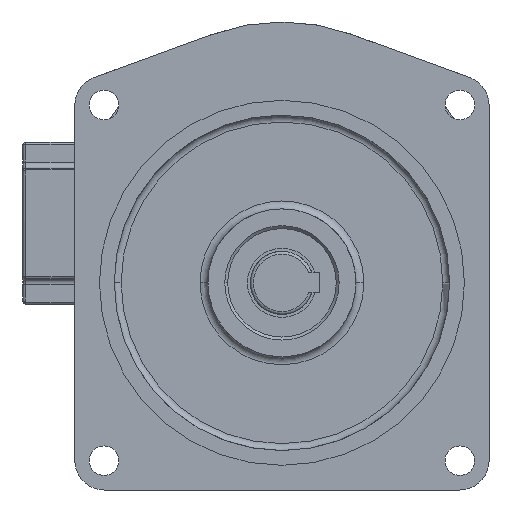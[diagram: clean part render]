
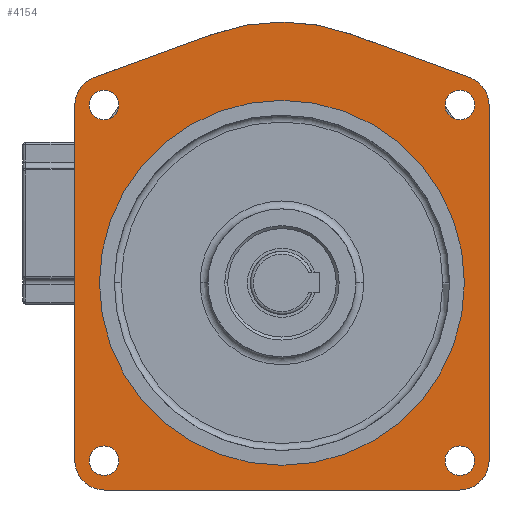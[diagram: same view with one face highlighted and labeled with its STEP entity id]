
A CAD part, front view. The second image highlights one B-rep face of the part: STEP entity #4154.
In plain terms, the highlighted planar face has unit normal (0, -1, 0).
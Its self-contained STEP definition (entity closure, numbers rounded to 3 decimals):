
#5=CARTESIAN_POINT('',(-90.003,-10.,59.805));
#6=DIRECTION('',(0.,1.,0.));
#7=DIRECTION('',(-1.,0.,0.));
#8=AXIS2_PLACEMENT_3D('',#5,#6,#7);
#10=DIRECTION('',(0.94,0.,0.342));
#11=VECTOR('',#10,64.095);
#12=CARTESIAN_POINT('',(-95.138,-10.,73.899));
#13=LINE('',#12,#11);
#14=CARTESIAN_POINT('',(0.,-10.,0.));
#15=DIRECTION('',(0.,1.,0.));
#16=DIRECTION('',(-0.342,0.,0.94));
#17=AXIS2_PLACEMENT_3D('',#14,#15,#16);
#19=DIRECTION('',(0.94,0.,-0.342));
#20=VECTOR('',#19,64.095);
#21=CARTESIAN_POINT('',(34.914,-10.,95.838));
#22=LINE('',#21,#20);
#23=CARTESIAN_POINT('',(90.003,-10.,59.805));
#24=DIRECTION('',(0.,1.,0.));
#25=DIRECTION('',(0.342,0.,0.94));
#26=AXIS2_PLACEMENT_3D('',#23,#24,#25);
#28=CARTESIAN_POINT('',(90.003,-10.,-120.2));
#29=DIRECTION('',(0.,1.,0.));
#30=DIRECTION('',(1.,0.,0.));
#31=AXIS2_PLACEMENT_3D('',#28,#29,#30);
#33=CARTESIAN_POINT('',(-90.003,-10.,-120.2));
#34=DIRECTION('',(0.,1.,0.));
#35=DIRECTION('',(0.,0.,-1.));
#36=AXIS2_PLACEMENT_3D('',#33,#34,#35);
#38=CARTESIAN_POINT('',(0.,-10.,-30.2));
#39=DIRECTION('',(0.,-1.,0.));
#40=DIRECTION('',(-1.,0.,0.));
#41=AXIS2_PLACEMENT_3D('',#38,#39,#40);
#43=CARTESIAN_POINT('',(0.,-10.,-30.2));
#44=DIRECTION('',(0.,-1.,0.));
#45=DIRECTION('',(1.,0.,0.));
#46=AXIS2_PLACEMENT_3D('',#43,#44,#45);
#48=CARTESIAN_POINT('',(-90.156,-10.,-120.356));
#49=DIRECTION('',(0.,-1.,0.));
#50=DIRECTION('',(-1.,0.,0.));
#51=AXIS2_PLACEMENT_3D('',#48,#49,#50);
#53=CARTESIAN_POINT('',(-90.156,-10.,-120.356));
#54=DIRECTION('',(0.,-1.,0.));
#55=DIRECTION('',(1.,0.,0.));
#56=AXIS2_PLACEMENT_3D('',#53,#54,#55);
#58=CARTESIAN_POINT('',(90.156,-10.,-120.356));
#59=DIRECTION('',(0.,-1.,0.));
#60=DIRECTION('',(-1.,0.,0.));
#61=AXIS2_PLACEMENT_3D('',#58,#59,#60);
#63=CARTESIAN_POINT('',(90.156,-10.,-120.356));
#64=DIRECTION('',(0.,-1.,0.));
#65=DIRECTION('',(1.,0.,0.));
#66=AXIS2_PLACEMENT_3D('',#63,#64,#65);
#68=CARTESIAN_POINT('',(90.156,-10.,59.956));
#69=DIRECTION('',(0.,-1.,0.));
#70=DIRECTION('',(-1.,0.,0.));
#71=AXIS2_PLACEMENT_3D('',#68,#69,#70);
#73=CARTESIAN_POINT('',(90.156,-10.,59.956));
#74=DIRECTION('',(0.,-1.,0.));
#75=DIRECTION('',(1.,0.,0.));
#76=AXIS2_PLACEMENT_3D('',#73,#74,#75);
#78=CARTESIAN_POINT('',(-90.156,-10.,59.956));
#79=DIRECTION('',(0.,-1.,0.));
#80=DIRECTION('',(-1.,0.,0.));
#81=AXIS2_PLACEMENT_3D('',#78,#79,#80);
#83=CARTESIAN_POINT('',(-90.156,-10.,59.956));
#84=DIRECTION('',(0.,-1.,0.));
#85=DIRECTION('',(1.,0.,0.));
#86=AXIS2_PLACEMENT_3D('',#83,#84,#85);
#92=DIRECTION('',(0.,0.,-1.));
#93=VECTOR('',#92,180.005);
#94=CARTESIAN_POINT('',(-105.003,-10.,59.805));
#95=LINE('',#94,#93);
#995=DIRECTION('',(1.,0.,0.));
#996=VECTOR('',#995,180.006);
#997=CARTESIAN_POINT('',(-90.003,-10.,-135.2));
#998=LINE('',#997,#996);
#1436=DIRECTION('',(0.,0.,1.));
#1437=VECTOR('',#1436,180.005);
#1438=CARTESIAN_POINT('',(105.003,-10.,-120.2));
#1439=LINE('',#1438,#1437);
#3474=CARTESIAN_POINT('',(34.914,-10.,95.838));
#3475=VERTEX_POINT('',#3474);
#3476=CARTESIAN_POINT('',(-34.914,-10.,95.838));
#3477=VERTEX_POINT('',#3476);
#3602=CARTESIAN_POINT('',(-90.003,-10.,-135.2));
#3603=VERTEX_POINT('',#3602);
#3604=CARTESIAN_POINT('',(90.003,-10.,-135.2));
#3605=VERTEX_POINT('',#3604);
#3751=CARTESIAN_POINT('',(-95.138,-10.,73.899));
#3752=VERTEX_POINT('',#3751);
#3755=CARTESIAN_POINT('',(-105.003,-10.,59.805));
#3756=CARTESIAN_POINT('',(-105.003,-10.,-120.2));
#3757=VERTEX_POINT('',#3755);
#3758=VERTEX_POINT('',#3756);
#3759=CARTESIAN_POINT('',(95.138,-10.,73.899));
#3760=VERTEX_POINT('',#3759);
#3761=CARTESIAN_POINT('',(105.003,-10.,59.805));
#3762=VERTEX_POINT('',#3761);
#3763=CARTESIAN_POINT('',(105.003,-10.,-120.2));
#3764=VERTEX_POINT('',#3763);
#3765=CARTESIAN_POINT('',(-92.5,-10.,-30.2));
#3766=CARTESIAN_POINT('',(92.5,-10.,-30.2));
#3767=VERTEX_POINT('',#3765);
#3768=VERTEX_POINT('',#3766);
#3769=CARTESIAN_POINT('',(-97.656,-10.,-120.356));
#3770=CARTESIAN_POINT('',(-82.656,-10.,-120.356));
#3771=VERTEX_POINT('',#3769);
#3772=VERTEX_POINT('',#3770);
#3773=CARTESIAN_POINT('',(82.656,-10.,-120.356));
#3774=CARTESIAN_POINT('',(97.656,-10.,-120.356));
#3775=VERTEX_POINT('',#3773);
#3776=VERTEX_POINT('',#3774);
#3777=CARTESIAN_POINT('',(82.656,-10.,59.956));
#3778=CARTESIAN_POINT('',(97.656,-10.,59.956));
#3779=VERTEX_POINT('',#3777);
#3780=VERTEX_POINT('',#3778);
#3781=CARTESIAN_POINT('',(-97.656,-10.,59.956));
#3782=CARTESIAN_POINT('',(-82.656,-10.,59.956));
#3783=VERTEX_POINT('',#3781);
#3784=VERTEX_POINT('',#3782);
#4098=CARTESIAN_POINT('',(0.,-10.,0.));
#4099=DIRECTION('',(0.,-1.,0.));
#4100=DIRECTION('',(-1.,0.,0.));
#4101=AXIS2_PLACEMENT_3D('',#4098,#4099,#4100);
#4102=PLANE('',#4101);
#4104=ORIENTED_EDGE('',*,*,#4103,.F.);
#4106=ORIENTED_EDGE('',*,*,#4105,.T.);
#4108=ORIENTED_EDGE('',*,*,#4107,.T.);
#4110=ORIENTED_EDGE('',*,*,#4109,.T.);
#4112=ORIENTED_EDGE('',*,*,#4111,.T.);
#4114=ORIENTED_EDGE('',*,*,#4113,.T.);
#4116=ORIENTED_EDGE('',*,*,#4115,.F.);
#4118=ORIENTED_EDGE('',*,*,#4117,.T.);
#4120=ORIENTED_EDGE('',*,*,#4119,.F.);
#4122=ORIENTED_EDGE('',*,*,#4121,.T.);
#4123=EDGE_LOOP('',(#4104,#4106,#4108,#4110,#4112,#4114,#4116,#4118,#4120,
#4122));
#4124=FACE_OUTER_BOUND('',#4123,.F.);
#4126=ORIENTED_EDGE('',*,*,#4125,.T.);
#4128=ORIENTED_EDGE('',*,*,#4127,.T.);
#4129=EDGE_LOOP('',(#4126,#4128));
#4130=FACE_BOUND('',#4129,.F.);
#4132=ORIENTED_EDGE('',*,*,#4131,.T.);
#4134=ORIENTED_EDGE('',*,*,#4133,.T.);
#4135=EDGE_LOOP('',(#4132,#4134));
#4136=FACE_BOUND('',#4135,.F.);
#4138=ORIENTED_EDGE('',*,*,#4137,.T.);
#4140=ORIENTED_EDGE('',*,*,#4139,.T.);
#4141=EDGE_LOOP('',(#4138,#4140));
#4142=FACE_BOUND('',#4141,.F.);
#4144=ORIENTED_EDGE('',*,*,#4143,.T.);
#4145=ORIENTED_EDGE('',*,*,#4087,.T.);
#4146=EDGE_LOOP('',(#4144,#4145));
#4147=FACE_BOUND('',#4146,.F.);
#4149=ORIENTED_EDGE('',*,*,#4148,.T.);
#4151=ORIENTED_EDGE('',*,*,#4150,.T.);
#4152=EDGE_LOOP('',(#4149,#4151));
#4153=FACE_BOUND('',#4152,.F.);
#9=CIRCLE('',#8,15.);
#18=CIRCLE('',#17,102.);
#27=CIRCLE('',#26,15.);
#32=CIRCLE('',#31,15.);
#37=CIRCLE('',#36,15.);
#42=CIRCLE('',#41,92.5);
#47=CIRCLE('',#46,92.5);
#52=CIRCLE('',#51,7.5);
#57=CIRCLE('',#56,7.5);
#62=CIRCLE('',#61,7.5);
#67=CIRCLE('',#66,7.5);
#72=CIRCLE('',#71,7.5);
#77=CIRCLE('',#76,7.5);
#82=CIRCLE('',#81,7.5);
#87=CIRCLE('',#86,7.5);
#4087=EDGE_CURVE('',#3780,#3779,#77,.T.);
#4103=EDGE_CURVE('',#3757,#3758,#95,.T.);
#4105=EDGE_CURVE('',#3757,#3752,#9,.T.);
#4107=EDGE_CURVE('',#3752,#3477,#13,.T.);
#4109=EDGE_CURVE('',#3477,#3475,#18,.T.);
#4111=EDGE_CURVE('',#3475,#3760,#22,.T.);
#4113=EDGE_CURVE('',#3760,#3762,#27,.T.);
#4115=EDGE_CURVE('',#3764,#3762,#1439,.T.);
#4117=EDGE_CURVE('',#3764,#3605,#32,.T.);
#4119=EDGE_CURVE('',#3603,#3605,#998,.T.);
#4121=EDGE_CURVE('',#3603,#3758,#37,.T.);
#4125=EDGE_CURVE('',#3767,#3768,#42,.T.);
#4127=EDGE_CURVE('',#3768,#3767,#47,.T.);
#4131=EDGE_CURVE('',#3771,#3772,#52,.T.);
#4133=EDGE_CURVE('',#3772,#3771,#57,.T.);
#4137=EDGE_CURVE('',#3775,#3776,#62,.T.);
#4139=EDGE_CURVE('',#3776,#3775,#67,.T.);
#4143=EDGE_CURVE('',#3779,#3780,#72,.T.);
#4148=EDGE_CURVE('',#3783,#3784,#82,.T.);
#4150=EDGE_CURVE('',#3784,#3783,#87,.T.);
#4154=ADVANCED_FACE('',(#4124,#4130,#4136,#4142,#4147,#4153),#4102,.T.);
